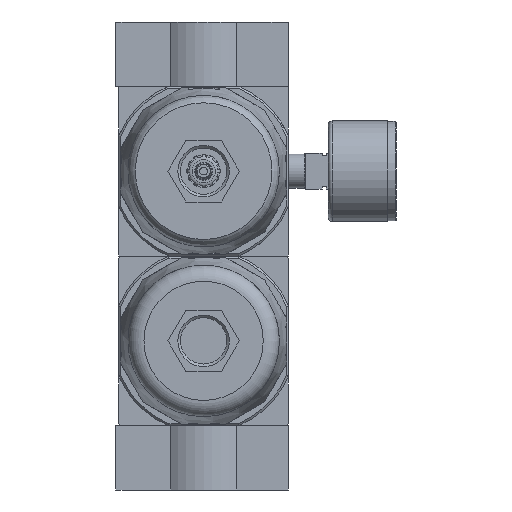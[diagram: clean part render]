
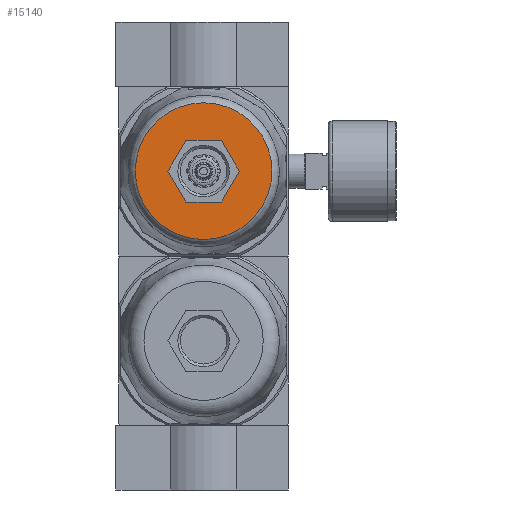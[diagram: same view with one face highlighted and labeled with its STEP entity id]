
A CAD part, front view. The second image highlights one B-rep face of the part: STEP entity #15140.
In plain terms, the highlighted planar face has unit normal (0, -1, 0).
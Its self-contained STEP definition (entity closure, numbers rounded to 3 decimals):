
#1260=CIRCLE('',#20858,26.576);
#3701=ORIENTED_EDGE('',*,*,#6916,.T.);
#3702=ORIENTED_EDGE('',*,*,#7065,.T.);
#3703=ORIENTED_EDGE('',*,*,#7080,.T.);
#3704=ORIENTED_EDGE('',*,*,#7077,.T.);
#3705=ORIENTED_EDGE('',*,*,#7074,.T.);
#3706=ORIENTED_EDGE('',*,*,#7071,.T.);
#3707=ORIENTED_EDGE('',*,*,#7068,.T.);
#6916=EDGE_CURVE('',#8879,#8879,#1260,.F.);
#7065=EDGE_CURVE('',#8962,#8961,#10238,.T.);
#7068=EDGE_CURVE('',#8964,#8962,#10241,.T.);
#7071=EDGE_CURVE('',#8966,#8964,#10244,.T.);
#7074=EDGE_CURVE('',#8968,#8966,#10247,.T.);
#7077=EDGE_CURVE('',#8970,#8968,#10250,.T.);
#7080=EDGE_CURVE('',#8961,#8970,#10253,.T.);
#8879=VERTEX_POINT('',#28541);
#8961=VERTEX_POINT('',#29045);
#8962=VERTEX_POINT('',#29047);
#8964=VERTEX_POINT('',#29053);
#8966=VERTEX_POINT('',#29059);
#8968=VERTEX_POINT('',#29065);
#8970=VERTEX_POINT('',#29071);
#10238=LINE('',#29046,#11264);
#10241=LINE('',#29052,#11267);
#10244=LINE('',#29058,#11270);
#10247=LINE('',#29064,#11273);
#10250=LINE('',#29070,#11276);
#10253=LINE('',#29075,#11279);
#11264=VECTOR('',#23925,1000.);
#11267=VECTOR('',#23930,1000.);
#11270=VECTOR('',#23935,1000.);
#11273=VECTOR('',#23940,1000.);
#11276=VECTOR('',#23945,1000.);
#11279=VECTOR('',#23950,1000.);
#12389=EDGE_LOOP('',(#3701));
#12390=EDGE_LOOP('',(#3702,#3703,#3704,#3705,#3706,#3707));
#13588=FACE_BOUND('',#12389,.T.);
#13589=FACE_BOUND('',#12390,.T.);
#14454=PLANE('',#20955);
#15140=ADVANCED_FACE('',(#13588,#13589),#14454,.F.);
#20858=AXIS2_PLACEMENT_3D('',#28540,#23669,#23670);
#20955=AXIS2_PLACEMENT_3D('',#29076,#23951,#23952);
#23669=DIRECTION('',(0.,1.,0.));
#23670=DIRECTION('',(0.,0.,1.));
#23925=DIRECTION('',(0.,0.,1.));
#23930=DIRECTION('',(-0.866,0.,0.5));
#23935=DIRECTION('',(-0.866,0.,-0.5));
#23940=DIRECTION('',(0.,0.,-1.));
#23945=DIRECTION('',(0.866,0.,-0.5));
#23950=DIRECTION('',(0.866,0.,0.5));
#23951=DIRECTION('',(0.,1.,0.));
#23952=DIRECTION('',(0.,0.,1.));
#28540=CARTESIAN_POINT('',(0.,-164.,0.));
#28541=CARTESIAN_POINT('',(0.,-164.,26.576));
#29045=CARTESIAN_POINT('',(-12.,-164.,6.928));
#29046=CARTESIAN_POINT('',(-12.,-164.,-6.928));
#29047=CARTESIAN_POINT('',(-12.,-164.,-6.928));
#29052=CARTESIAN_POINT('',(0.,-164.,-13.856));
#29053=CARTESIAN_POINT('',(0.,-164.,-13.856));
#29058=CARTESIAN_POINT('',(12.,-164.,-6.928));
#29059=CARTESIAN_POINT('',(12.,-164.,-6.928));
#29064=CARTESIAN_POINT('',(12.,-164.,6.928));
#29065=CARTESIAN_POINT('',(12.,-164.,6.928));
#29070=CARTESIAN_POINT('',(0.,-164.,13.856));
#29071=CARTESIAN_POINT('',(0.,-164.,13.856));
#29075=CARTESIAN_POINT('',(-12.,-164.,6.928));
#29076=CARTESIAN_POINT('',(0.,-164.,0.));
